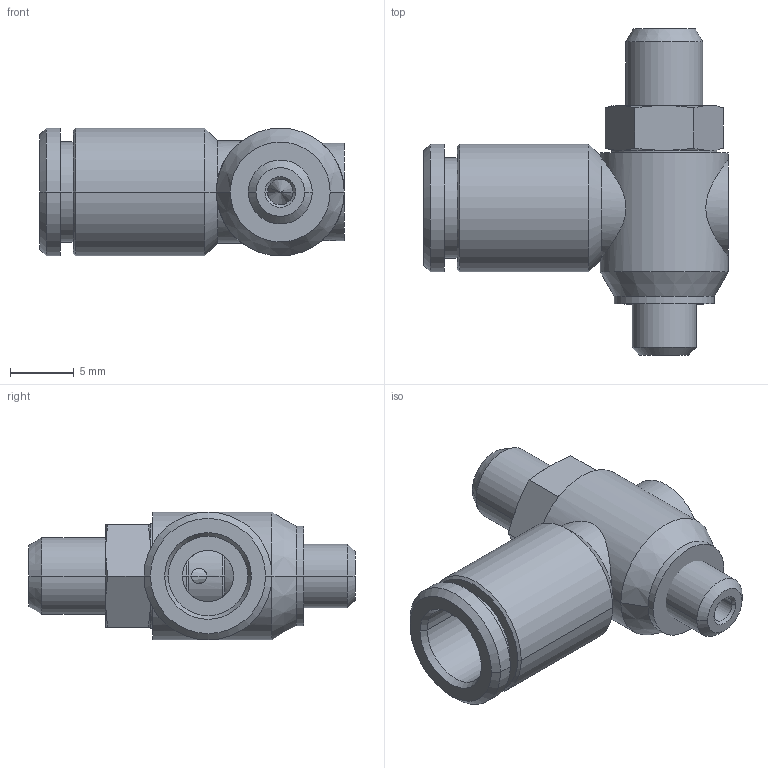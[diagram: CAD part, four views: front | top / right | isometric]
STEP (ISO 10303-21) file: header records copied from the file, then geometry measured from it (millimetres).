
FILE_DESCRIPTION((''),'2;1');
FILE_NAME('637003B_SCU-219M-M5N-6P_ASM','2005-04-27T',('konstruktion'),(''),'PRO/ENGINEER BY PARAMETRIC TECHNOLOGY CORPORATION, 2004440','PRO/ENGINEER BY PARAMETRIC TECHNOLOGY CORPORATION, 2004440','');
FILE_SCHEMA(('CONFIG_CONTROL_DESIGN'));
Length unit declared in the file: millimetre
Products named in the file (3): 349244B_961P-6-7XCU; 634221B_SCU-219M-M5; 637003B_SCU-219M-M5N-6P_ASM
Assembly tree (2 placements, depth 2):
  637003B_SCU-219M-M5N-6P_ASM
    349244B_961P-6-7XCU
    634221B_SCU-219M-M5
Bounding box: 23.8 x 25.5 x 10 mm (x, y, z)
Volume: 1735 mm3; surface area: 2570.6 mm2
Topology: 3 solids, 3 shells, 164 faces, 371 edges, 219 vertices
Faces by surface type: cylinder 62, cone 48, plane 32, torus 22
Entity records: 4985 total; most frequent: CARTESIAN_POINT 1212, DIRECTION 823, ORIENTED_EDGE 738, EDGE_CURVE 369, AXIS2_PLACEMENT_3D 355, VERTEX_POINT 219, EDGE_LOOP 186, CIRCLE 186
